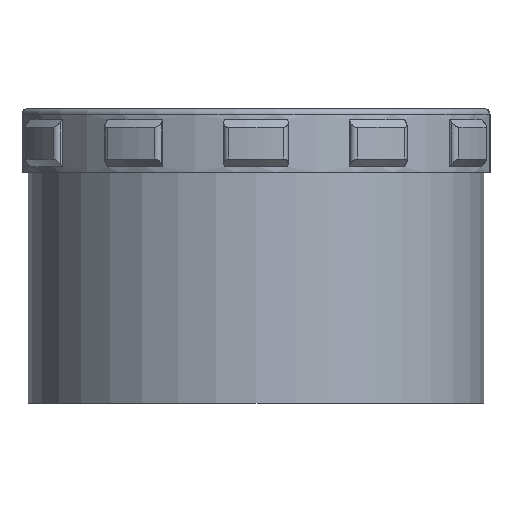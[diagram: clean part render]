
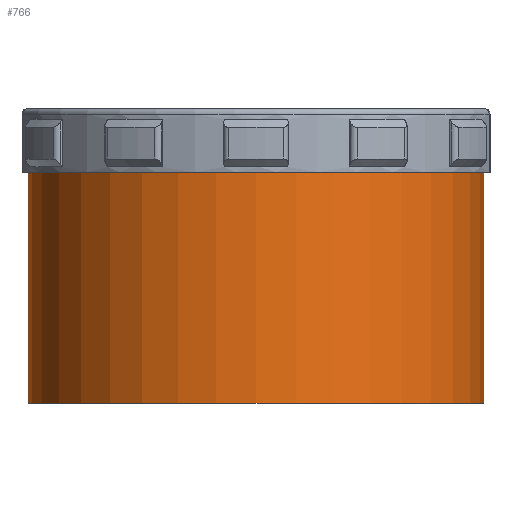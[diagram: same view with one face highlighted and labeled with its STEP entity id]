
A CAD part, left-side view. The second image highlights one B-rep face of the part: STEP entity #766.
In plain terms, the highlighted cylindrical face has radius 21.5 mm (diameter 43 mm), a full revolution.
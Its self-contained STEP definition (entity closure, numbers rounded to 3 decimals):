
#278=CYLINDRICAL_SURFACE('',#3556,21.5);
#766=ADVANCED_FACE('',(#1176,#1177),#278,.T.);
#1083=CIRCLE('',#3554,21.5);
#1084=CIRCLE('',#3555,21.5);
#1176=FACE_BOUND('',#1226,.T.);
#1177=FACE_BOUND('',#1227,.T.);
#1226=EDGE_LOOP('',(#1575));
#1227=EDGE_LOOP('',(#1576));
#1575=ORIENTED_EDGE('',*,*,#2928,.F.);
#1576=ORIENTED_EDGE('',*,*,#2929,.T.);
#2591=VERTEX_POINT('',#5101);
#2592=VERTEX_POINT('',#5103);
#2928=EDGE_CURVE('',#2591,#2591,#1083,.T.);
#2929=EDGE_CURVE('',#2592,#2592,#1084,.T.);
#3554=AXIS2_PLACEMENT_3D('',#5100,#3901,#3902);
#3555=AXIS2_PLACEMENT_3D('',#5102,#3903,#3904);
#3556=AXIS2_PLACEMENT_3D('',#5104,#3905,#3906);
#3901=DIRECTION('',(0.,0.,-1.));
#3902=DIRECTION('',(-1.,0.,0.));
#3903=DIRECTION('',(0.,0.,-1.));
#3904=DIRECTION('',(-1.,0.,0.));
#3905=DIRECTION('',(0.,0.,-1.));
#3906=DIRECTION('',(-1.,0.,0.));
#5100=CARTESIAN_POINT('',(0.,0.,1.1));
#5101=CARTESIAN_POINT('',(-21.5,0.,1.1));
#5102=CARTESIAN_POINT('',(0.,0.,22.9));
#5103=CARTESIAN_POINT('',(-21.5,0.,22.9));
#5104=CARTESIAN_POINT('',(0.,0.,25.5));
